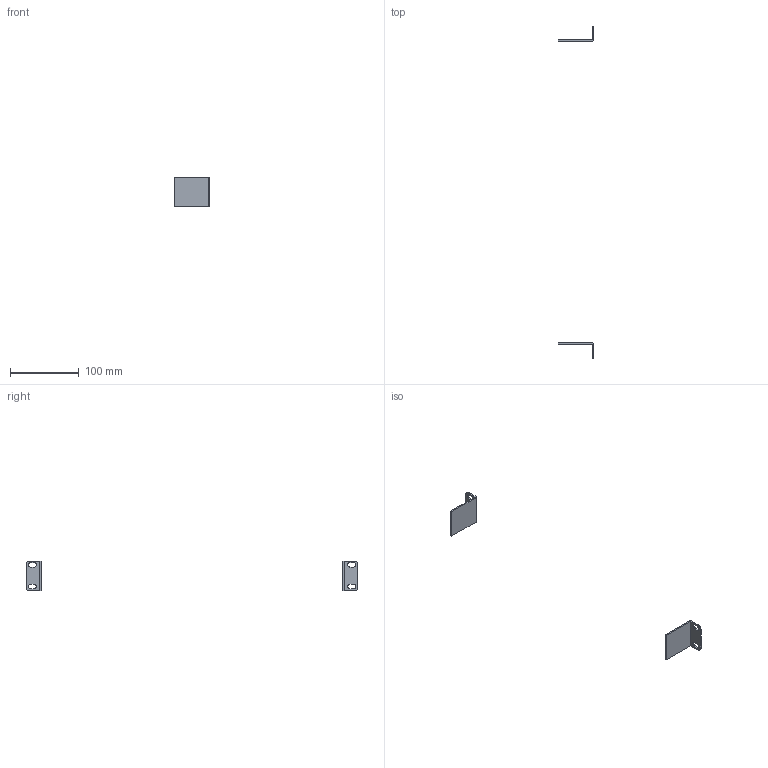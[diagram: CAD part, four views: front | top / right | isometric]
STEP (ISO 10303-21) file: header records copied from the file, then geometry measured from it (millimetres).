
FILE_DESCRIPTION(('FreeCAD Model'),'2;1');
FILE_NAME('Open CASCADE Shape Model','2026-02-17T18:42:24',(''),(''), 'Open CASCADE STEP processor 7.6','FreeCAD','Unknown');
FILE_SCHEMA(('AUTOMOTIVE_DESIGN { 1 0 10303 214 1 1 1 1 }'));
Length unit declared in the file: millimetre
Products named in the file (3): 1U ears; Left Ear006; Right Ear006
Assembly tree (2 placements, depth 2):
  1U ears
    Left Ear006
    Right Ear006
Bounding box: 52 x 484 x 43.66 mm (x, y, z)
Volume: 11885.8 mm3; surface area: 13036.1 mm2
Topology: 2 solids, 2 shells, 44 faces, 112 edges, 72 vertices
Faces by surface type: plane 30, cylinder 14
Entity records: 2892 total; most frequent: CARTESIAN_POINT 619, DIRECTION 404, LINE 248, VECTOR 248, ORIENTED_EDGE 224, PCURVE 224, DEFINITIONAL_REPRESENTATION 224, EDGE_CURVE 112
